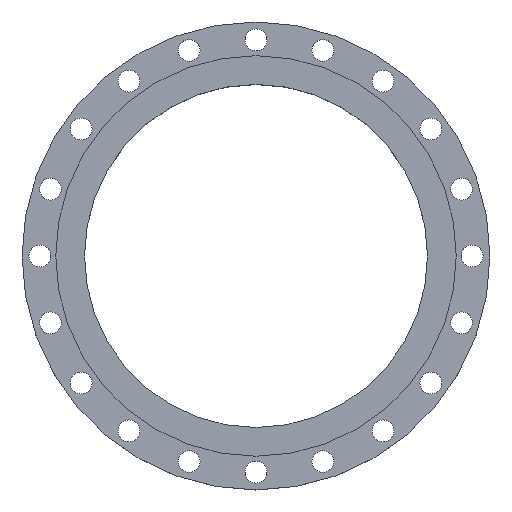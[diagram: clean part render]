
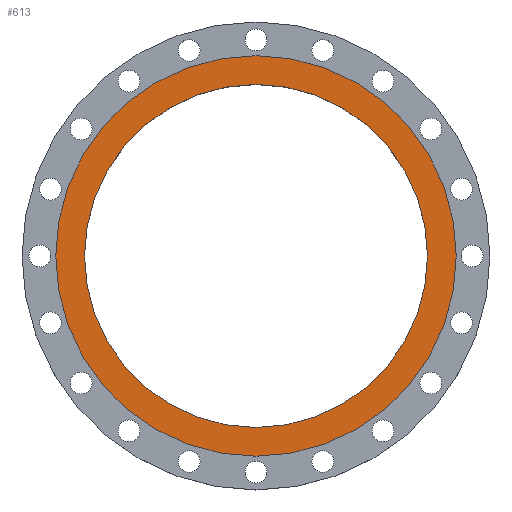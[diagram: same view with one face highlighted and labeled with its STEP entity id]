
A CAD part, top view. The second image highlights one B-rep face of the part: STEP entity #613.
In plain terms, the highlighted planar face has unit normal (0, 0, 1).
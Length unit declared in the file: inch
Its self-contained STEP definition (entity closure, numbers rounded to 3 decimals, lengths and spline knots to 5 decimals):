
#17 = AXIS2_PLACEMENT_3D ( 'NONE', #1184, #1976, #1965 ) ;
#52 = VERTEX_POINT ( 'NONE', #434 ) ;
#75 = EDGE_LOOP ( 'NONE', ( #745, #717 ) ) ;
#161 = CIRCLE ( 'NONE', #432, 10.8125 ) ;
#192 = FACE_OUTER_BOUND ( 'NONE', #75, .T. ) ;
#214 = EDGE_LOOP ( 'NONE', ( #1841, #392 ) ) ;
#218 = EDGE_CURVE ( 'NONE', #1972, #1882, #864, .T. ) ;
#300 = DIRECTION ( 'NONE',  ( 1., 0., 0. ) ) ;
#326 = CARTESIAN_POINT ( 'NONE',  ( 0., 10.8125, 0. ) ) ;
#385 = EDGE_CURVE ( 'NONE', #1943, #52, #1814, .T. ) ;
#386 = AXIS2_PLACEMENT_3D ( 'NONE', #326, #2040, #1103 ) ;
#392 = ORIENTED_EDGE ( 'NONE', *, *, #2009, .F. ) ;
#432 = AXIS2_PLACEMENT_3D ( 'NONE', #774, #1387, #1817 ) ;
#434 = CARTESIAN_POINT ( 'NONE',  ( -10.8125, 0., 0. ) ) ;
#455 = AXIS2_PLACEMENT_3D ( 'NONE', #644, #1865, #1306 ) ;
#524 = CARTESIAN_POINT ( 'NONE',  ( -12.625, 0., 0. ) ) ;
#613 = ADVANCED_FACE ( 'NONE', ( #1898, #192 ), #817, .F. ) ;
#644 = CARTESIAN_POINT ( 'NONE',  ( 0., 0., 0. ) ) ;
#717 = ORIENTED_EDGE ( 'NONE', *, *, #1572, .T. ) ;
#745 = ORIENTED_EDGE ( 'NONE', *, *, #218, .T. ) ;
#774 = CARTESIAN_POINT ( 'NONE',  ( 0., 0., 0. ) ) ;
#805 = CARTESIAN_POINT ( 'NONE',  ( 0., 0., 0. ) ) ;
#817 = PLANE ( 'NONE',  #386 ) ;
#864 = CIRCLE ( 'NONE', #455, 12.625 ) ;
#1103 = DIRECTION ( 'NONE',  ( -1., 0., 0. ) ) ;
#1122 = CIRCLE ( 'NONE', #1525, 12.625 ) ;
#1184 = CARTESIAN_POINT ( 'NONE',  ( 0., 0., 0. ) ) ;
#1306 = DIRECTION ( 'NONE',  ( 1., 0., 0. ) ) ;
#1325 = CARTESIAN_POINT ( 'NONE',  ( 10.8125, 0., 0. ) ) ;
#1387 = DIRECTION ( 'NONE',  ( 0., 0., 1. ) ) ;
#1525 = AXIS2_PLACEMENT_3D ( 'NONE', #805, #1559, #300 ) ;
#1559 = DIRECTION ( 'NONE',  ( 0., 0., 1. ) ) ;
#1572 = EDGE_CURVE ( 'NONE', #1882, #1972, #1122, .T. ) ;
#1814 = CIRCLE ( 'NONE', #17, 10.8125 ) ;
#1817 = DIRECTION ( 'NONE',  ( 1., 0., 0. ) ) ;
#1841 = ORIENTED_EDGE ( 'NONE', *, *, #385, .F. ) ;
#1865 = DIRECTION ( 'NONE',  ( 0., 0., 1. ) ) ;
#1882 = VERTEX_POINT ( 'NONE', #524 ) ;
#1898 = FACE_BOUND ( 'NONE', #214, .T. ) ;
#1919 = CARTESIAN_POINT ( 'NONE',  ( 12.625, 0., 0. ) ) ;
#1943 = VERTEX_POINT ( 'NONE', #1325 ) ;
#1965 = DIRECTION ( 'NONE',  ( 1., 0., 0. ) ) ;
#1972 = VERTEX_POINT ( 'NONE', #1919 ) ;
#1976 = DIRECTION ( 'NONE',  ( 0., 0., 1. ) ) ;
#2009 = EDGE_CURVE ( 'NONE', #52, #1943, #161, .T. ) ;
#2040 = DIRECTION ( 'NONE',  ( 0., 0., -1. ) ) ;
